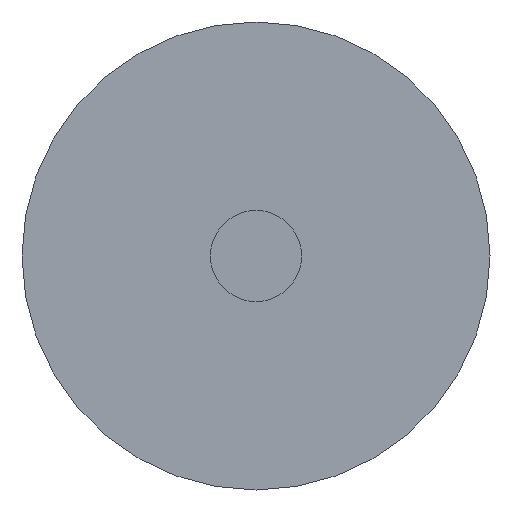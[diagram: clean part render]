
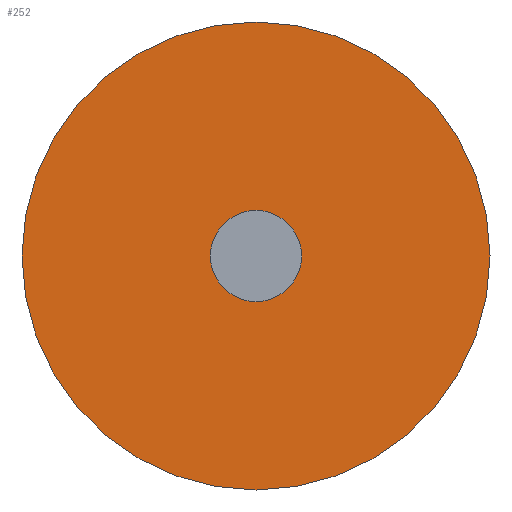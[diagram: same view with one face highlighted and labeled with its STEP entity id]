
A CAD part, left-side view. The second image highlights one B-rep face of the part: STEP entity #252.
In plain terms, the highlighted planar face has unit normal (-1, 0, 0).
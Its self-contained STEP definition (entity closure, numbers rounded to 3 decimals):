
#23=PLANE('',#294);
#49=FACE_BOUND('',#110,.T.);
#71=FACE_OUTER_BOUND('',#109,.T.);
#109=EDGE_LOOP('',(#219));
#110=EDGE_LOOP('',(#220));
#139=CIRCLE('',#295,20.);
#140=CIRCLE('',#296,3.9);
#161=VERTEX_POINT('',#450);
#162=VERTEX_POINT('',#452);
#183=EDGE_CURVE('',#161,#161,#139,.T.);
#184=EDGE_CURVE('',#162,#162,#140,.T.);
#219=ORIENTED_EDGE('',*,*,#183,.F.);
#220=ORIENTED_EDGE('',*,*,#184,.T.);
#252=ADVANCED_FACE('',(#71,#49),#23,.T.);
#294=AXIS2_PLACEMENT_3D('',#449,#374,#375);
#295=AXIS2_PLACEMENT_3D('',#451,#376,#377);
#296=AXIS2_PLACEMENT_3D('',#453,#378,#379);
#374=DIRECTION('center_axis',(-1.,0.,0.));
#375=DIRECTION('ref_axis',(0.,0.,1.));
#376=DIRECTION('center_axis',(1.,0.,0.));
#377=DIRECTION('ref_axis',(0.,0.,-1.));
#378=DIRECTION('center_axis',(1.,0.,0.));
#379=DIRECTION('ref_axis',(0.,0.,-1.));
#449=CARTESIAN_POINT('Origin',(-16.,20.,0.));
#450=CARTESIAN_POINT('',(-16.,20.,0.));
#451=CARTESIAN_POINT('Origin',(-16.,0.,0.));
#452=CARTESIAN_POINT('',(-16.,3.9,0.));
#453=CARTESIAN_POINT('Origin',(-16.,0.,0.));
